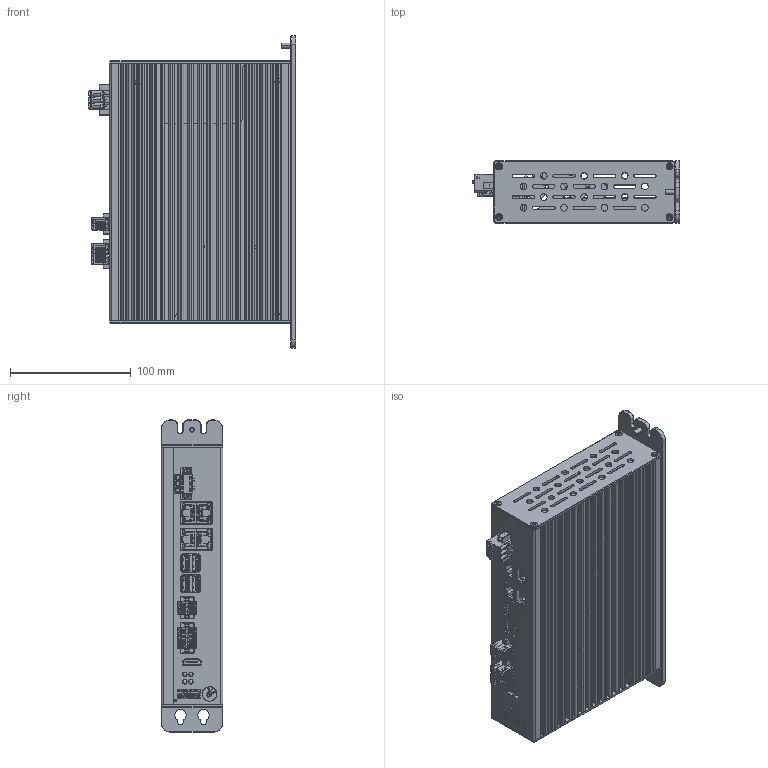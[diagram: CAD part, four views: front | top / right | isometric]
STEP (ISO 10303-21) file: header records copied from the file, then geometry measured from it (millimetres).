
FILE_DESCRIPTION (( 'STEP AP214' ), '1' );
FILE_NAME ('LC2000.STEP', '2022-04-28T01:11:40', ( 'DHB' ), ( 'Microsoft' ), 'SwSTEP 2.0', 'SolidWorks 2016', '' );
FILE_SCHEMA (( 'AUTOMOTIVE_DESIGN' ));
Length unit declared in the file: millimetre
Products named in the file (1): LC2000
Bounding box: 171.65 x 51.02 x 258 mm (x, y, z)
Surface area: 323632.9 mm2 (no closed solid volume)
Topology: 0 solids, 201 shells, 2490 faces, 16850 edges, 14142 vertices
Faces by surface type: plane 1510, cylinder 586, bspline 231, cone 155, torus 8
Entity records: 193497 total; most frequent: CARTESIAN_POINT 47498, ORIENTED_EDGE 21695, DIRECTION 21130, EDGE_CURVE 16833, VERTEX_POINT 14143, LINE 12816, VECTOR 12816, AXIS2_PLACEMENT_3D 4157
